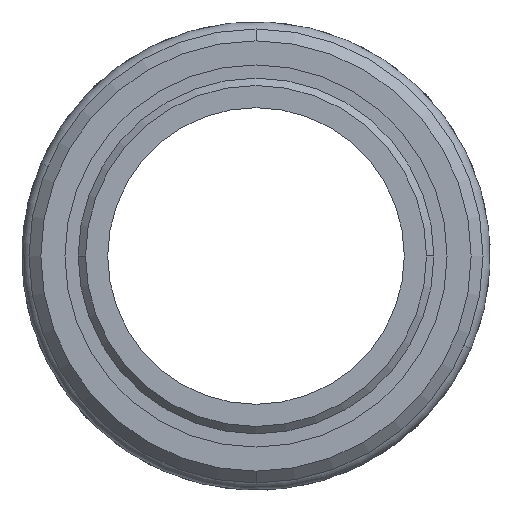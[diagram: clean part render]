
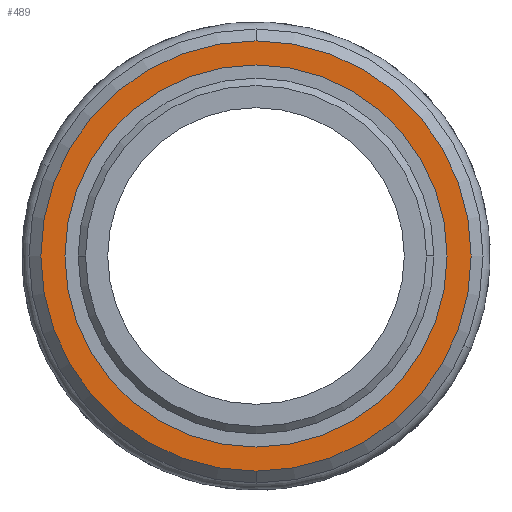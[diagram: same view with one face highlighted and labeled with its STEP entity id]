
A CAD part, front view. The second image highlights one B-rep face of the part: STEP entity #489.
In plain terms, the highlighted planar face has unit normal (0, -1, 0).
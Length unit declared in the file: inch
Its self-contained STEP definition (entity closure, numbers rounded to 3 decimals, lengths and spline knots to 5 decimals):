
#57 = DIRECTION ( 'NONE',  ( 0., 0., -1. ) ) ;
#81 = DIRECTION ( 'NONE',  ( 0., -1., 0. ) ) ;
#86 = DIRECTION ( 'NONE',  ( 0., 0., -1. ) ) ;
#87 = DIRECTION ( 'NONE',  ( 0., 0., -1. ) ) ;
#185 = VERTEX_POINT ( 'NONE', #909 ) ;
#189 = VERTEX_POINT ( 'NONE', #1730 ) ;
#205 = FACE_BOUND ( 'NONE', #338, .T. ) ;
#206 = CARTESIAN_POINT ( 'NONE',  ( 0., -1.125, 0. ) ) ;
#302 = ORIENTED_EDGE ( 'NONE', *, *, #913, .T. ) ;
#325 = EDGE_CURVE ( 'NONE', #500, #185, #1012, .T. ) ;
#338 = EDGE_LOOP ( 'NONE', ( #1613, #923 ) ) ;
#383 = DIRECTION ( 'NONE',  ( 0., 0., -1. ) ) ;
#459 = CIRCLE ( 'NONE', #1387, 0.64475 ) ;
#489 = ADVANCED_FACE ( 'NONE', ( #625, #205 ), #1829, .T. ) ;
#500 = VERTEX_POINT ( 'NONE', #1252 ) ;
#508 = VERTEX_POINT ( 'NONE', #1770 ) ;
#625 = FACE_OUTER_BOUND ( 'NONE', #1571, .T. ) ;
#861 = EDGE_CURVE ( 'NONE', #189, #508, #1054, .T. ) ;
#909 = CARTESIAN_POINT ( 'NONE',  ( 0., -1.125, 0.726 ) ) ;
#913 = EDGE_CURVE ( 'NONE', #185, #500, #2271, .T. ) ;
#923 = ORIENTED_EDGE ( 'NONE', *, *, #861, .F. ) ;
#1012 = CIRCLE ( 'NONE', #1334, 0.726 ) ;
#1054 = CIRCLE ( 'NONE', #1670, 0.64475 ) ;
#1133 = DIRECTION ( 'NONE',  ( 0., -1., 0. ) ) ;
#1157 = DIRECTION ( 'NONE',  ( 0., -1., 0. ) ) ;
#1158 = DIRECTION ( 'NONE',  ( 0., -1., 0. ) ) ;
#1182 = AXIS2_PLACEMENT_3D ( 'NONE', #1993, #81, #1327 ) ;
#1252 = CARTESIAN_POINT ( 'NONE',  ( 0., -1.125, -0.726 ) ) ;
#1327 = DIRECTION ( 'NONE',  ( 0., 0., -1. ) ) ;
#1334 = AXIS2_PLACEMENT_3D ( 'NONE', #206, #1445, #383 ) ;
#1387 = AXIS2_PLACEMENT_3D ( 'NONE', #2177, #1158, #87 ) ;
#1445 = DIRECTION ( 'NONE',  ( 0., -1., 0. ) ) ;
#1571 = EDGE_LOOP ( 'NONE', ( #302, #1596 ) ) ;
#1596 = ORIENTED_EDGE ( 'NONE', *, *, #325, .T. ) ;
#1613 = ORIENTED_EDGE ( 'NONE', *, *, #2247, .F. ) ;
#1670 = AXIS2_PLACEMENT_3D ( 'NONE', #2175, #1157, #86 ) ;
#1730 = CARTESIAN_POINT ( 'NONE',  ( 0., -1.125, 0.64475 ) ) ;
#1770 = CARTESIAN_POINT ( 'NONE',  ( 0., -1.125, -0.64475 ) ) ;
#1829 = PLANE ( 'NONE',  #1182 ) ;
#1993 = CARTESIAN_POINT ( 'NONE',  ( 0.726, -1.125, 0. ) ) ;
#2121 = AXIS2_PLACEMENT_3D ( 'NONE', #2146, #1133, #57 ) ;
#2146 = CARTESIAN_POINT ( 'NONE',  ( 0., -1.125, 0. ) ) ;
#2175 = CARTESIAN_POINT ( 'NONE',  ( 0., -1.125, 0. ) ) ;
#2177 = CARTESIAN_POINT ( 'NONE',  ( 0., -1.125, 0. ) ) ;
#2247 = EDGE_CURVE ( 'NONE', #508, #189, #459, .T. ) ;
#2271 = CIRCLE ( 'NONE', #2121, 0.726 ) ;
